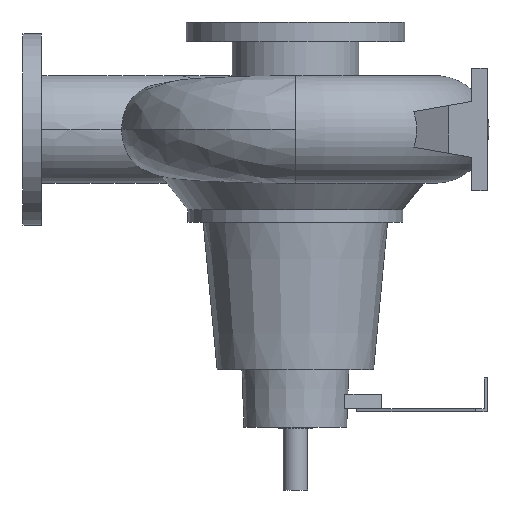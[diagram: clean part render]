
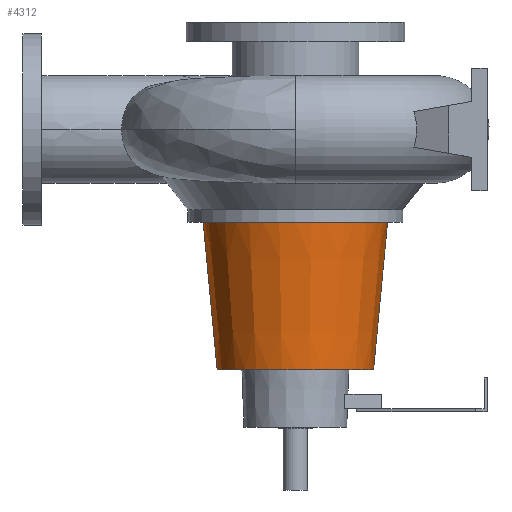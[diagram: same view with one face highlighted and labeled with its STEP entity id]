
A CAD part, left-side view. The second image highlights one B-rep face of the part: STEP entity #4312.
In plain terms, the highlighted conical face has half-angle 5.404 degrees and reference radius 102 mm.
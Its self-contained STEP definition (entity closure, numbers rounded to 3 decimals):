
#143 = CIRCLE ( 'NONE', #4526, 102. ) ;
#211 = FACE_OUTER_BOUND ( 'NONE', #5495, .T. ) ;
#959 = DIRECTION ( 'NONE',  ( 0., 0., 1. ) ) ;
#993 = CARTESIAN_POINT ( 'NONE',  ( 0., 0., -121. ) ) ;
#1186 = VERTEX_POINT ( 'NONE', #1370 ) ;
#1370 = CARTESIAN_POINT ( 'NONE',  ( 0., 120.162, -121. ) ) ;
#1482 = EDGE_CURVE ( 'NONE', #2521, #1186, #5908, .T. ) ;
#1775 = DIRECTION ( 'NONE',  ( 0., -0.094, 0.996 ) ) ;
#2019 = AXIS2_PLACEMENT_3D ( 'NONE', #6089, #5096, #6160 ) ;
#2203 = AXIS2_PLACEMENT_3D ( 'NONE', #993, #959, #3105 ) ;
#2335 = ORIENTED_EDGE ( 'NONE', *, *, #3692, .T. ) ;
#2357 = EDGE_CURVE ( 'NONE', #1186, #5869, #5500, .T. ) ;
#2521 = VERTEX_POINT ( 'NONE', #5007 ) ;
#3105 = DIRECTION ( 'NONE',  ( 0., -1., 0. ) ) ;
#3354 = DIRECTION ( 'NONE',  ( 0., -1., 0. ) ) ;
#3511 = ORIENTED_EDGE ( 'NONE', *, *, #2357, .F. ) ;
#3692 = EDGE_CURVE ( 'NONE', #2521, #4948, #143, .T. ) ;
#3857 = DIRECTION ( 'NONE',  ( 0., 0., 1. ) ) ;
#4100 = ORIENTED_EDGE ( 'NONE', *, *, #4757, .T. ) ;
#4124 = CARTESIAN_POINT ( 'NONE',  ( 0., -120.162, -121. ) ) ;
#4312 = ADVANCED_FACE ( 'NONE', ( #211 ), #4422, .T. ) ;
#4369 = ORIENTED_EDGE ( 'NONE', *, *, #1482, .F. ) ;
#4408 = LINE ( 'NONE', #5089, #4652 ) ;
#4422 = CONICAL_SURFACE ( 'NONE', #2019, 102., 0.094 ) ;
#4526 = AXIS2_PLACEMENT_3D ( 'NONE', #6560, #3857, #3354 ) ;
#4652 = VECTOR ( 'NONE', #1775, 1000. ) ;
#4757 = EDGE_CURVE ( 'NONE', #4948, #5869, #4408, .T. ) ;
#4948 = VERTEX_POINT ( 'NONE', #6171 ) ;
#5007 = CARTESIAN_POINT ( 'NONE',  ( 0., 102., -313. ) ) ;
#5089 = CARTESIAN_POINT ( 'NONE',  ( 0., -102., -313. ) ) ;
#5096 = DIRECTION ( 'NONE',  ( 0., 0., 1. ) ) ;
#5159 = VECTOR ( 'NONE', #5415, 1000. ) ;
#5415 = DIRECTION ( 'NONE',  ( 0., 0.094, 0.996 ) ) ;
#5495 = EDGE_LOOP ( 'NONE', ( #4369, #2335, #4100, #3511 ) ) ;
#5500 = CIRCLE ( 'NONE', #2203, 120.162 ) ;
#5869 = VERTEX_POINT ( 'NONE', #4124 ) ;
#5908 = LINE ( 'NONE', #6935, #5159 ) ;
#6089 = CARTESIAN_POINT ( 'NONE',  ( 0., 0., -313. ) ) ;
#6160 = DIRECTION ( 'NONE',  ( 0., -1., 0. ) ) ;
#6171 = CARTESIAN_POINT ( 'NONE',  ( 0., -102., -313. ) ) ;
#6560 = CARTESIAN_POINT ( 'NONE',  ( 0., 0., -313. ) ) ;
#6935 = CARTESIAN_POINT ( 'NONE',  ( 0., 102., -313. ) ) ;
